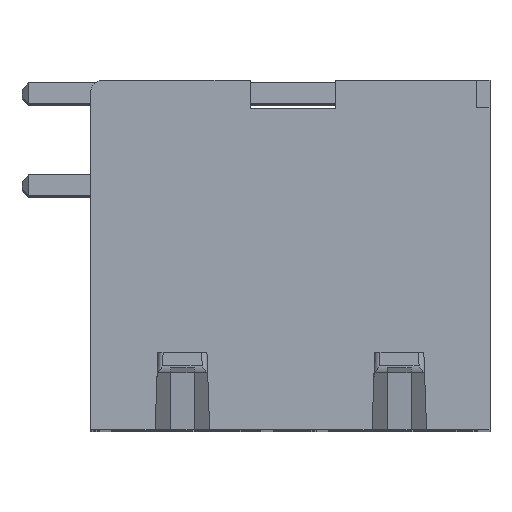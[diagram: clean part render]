
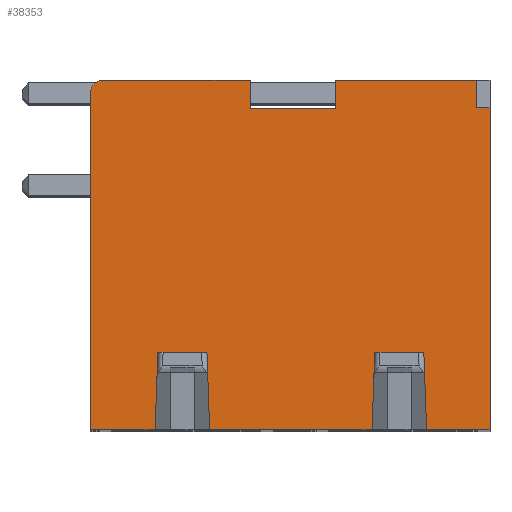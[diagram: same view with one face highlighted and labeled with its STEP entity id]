
A CAD part, top view. The second image highlights one B-rep face of the part: STEP entity #38353.
In plain terms, the highlighted planar face has unit normal (0, 0, 1).
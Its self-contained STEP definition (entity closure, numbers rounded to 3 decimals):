
#9913=DIRECTION('',(-1.,0.,0.));
#9914=VECTOR('',#9913,5.39);
#9915=CARTESIAN_POINT('',(11.703,13.3,33.7));
#9916=LINE('',#9915,#9914);
#10057=DIRECTION('',(0.,-1.,0.));
#10058=VECTOR('',#10057,1.092);
#10059=CARTESIAN_POINT('',(6.313,13.3,33.7));
#10060=LINE('',#10059,#10058);
#10149=DIRECTION('',(0.,1.,0.));
#10150=VECTOR('',#10149,1.092);
#10151=CARTESIAN_POINT('',(3.074,12.208,33.7));
#10152=LINE('',#10151,#10150);
#10509=DIRECTION('',(-1.,0.,0.));
#10510=VECTOR('',#10509,5.716);
#10511=CARTESIAN_POINT('',(3.074,13.3,33.7));
#10512=LINE('',#10511,#10510);
#10801=DIRECTION('',(0.,-1.,0.));
#10802=VECTOR('',#10801,0.02);
#10803=CARTESIAN_POINT('',(-2.641,13.3,33.7));
#10804=LINE('',#10803,#10802);
#13059=DIRECTION('',(-1.,0.,0.));
#13060=VECTOR('',#13059,3.238);
#13061=CARTESIAN_POINT('',(6.313,12.208,33.7));
#13062=LINE('',#13061,#13060);
#13063=DIRECTION('',(-0.035,-0.999,0.));
#13064=VECTOR('',#13063,2.716);
#13065=CARTESIAN_POINT('',(-0.443,2.714,33.7));
#13066=LINE('',#13065,#13064);
#13067=DIRECTION('',(-1.,0.,0.));
#13068=VECTOR('',#13067,2.463);
#13069=CARTESIAN_POINT('',(-0.537,0.,33.7));
#13070=LINE('',#13069,#13068);
#13071=DIRECTION('',(0.,1.,0.));
#13072=VECTOR('',#13071,12.8);
#13073=CARTESIAN_POINT('',(-3.,0.,33.7));
#13074=LINE('',#13073,#13072);
#13075=CARTESIAN_POINT('',(-2.5,12.8,33.7));
#13076=DIRECTION('',(0.,0.,-1.));
#13077=DIRECTION('',(-1.,0.,0.));
#13078=AXIS2_PLACEMENT_3D('',#13075,#13076,#13077);
#13080=DIRECTION('',(0.,-1.,0.));
#13081=VECTOR('',#13080,12.25);
#13082=CARTESIAN_POINT('',(12.2,12.25,33.7));
#13083=LINE('',#13082,#13081);
#13084=DIRECTION('',(-1.,0.,0.));
#13085=VECTOR('',#13084,2.413);
#13086=CARTESIAN_POINT('',(12.2,0.,33.7));
#13087=LINE('',#13086,#13085);
#13088=DIRECTION('',(-0.035,0.999,0.));
#13089=VECTOR('',#13088,2.716);
#13090=CARTESIAN_POINT('',(9.787,0.,33.7));
#13091=LINE('',#13090,#13089);
#13092=DIRECTION('',(-0.035,-0.999,0.));
#13093=VECTOR('',#13092,2.716);
#13094=CARTESIAN_POINT('',(7.807,2.714,33.7));
#13095=LINE('',#13094,#13093);
#13096=DIRECTION('',(-1.,0.,0.));
#13097=VECTOR('',#13096,6.175);
#13098=CARTESIAN_POINT('',(7.713,0.,33.7));
#13099=LINE('',#13098,#13097);
#13100=DIRECTION('',(-0.035,0.999,0.));
#13101=VECTOR('',#13100,2.716);
#13102=CARTESIAN_POINT('',(1.537,0.,33.7));
#13103=LINE('',#13102,#13101);
#13128=DIRECTION('',(1.,0.,0.));
#13129=VECTOR('',#13128,1.885);
#13130=CARTESIAN_POINT('',(-0.443,2.714,33.7));
#13131=LINE('',#13130,#13129);
#13285=DIRECTION('',(0.,1.,0.));
#13286=VECTOR('',#13285,1.05);
#13287=CARTESIAN_POINT('',(11.703,12.25,33.7));
#13288=LINE('',#13287,#13286);
#13301=DIRECTION('',(-1.,0.,0.));
#13302=VECTOR('',#13301,0.497);
#13303=CARTESIAN_POINT('',(12.2,12.25,33.7));
#13304=LINE('',#13303,#13302);
#13321=DIRECTION('',(1.,0.,0.));
#13322=VECTOR('',#13321,1.885);
#13323=CARTESIAN_POINT('',(7.807,2.714,33.7));
#13324=LINE('',#13323,#13322);
#14479=CARTESIAN_POINT('',(-3.,0.,33.7));
#14480=VERTEX_POINT('',#14479);
#14481=CARTESIAN_POINT('',(-0.537,0.,33.7));
#14482=VERTEX_POINT('',#14481);
#14487=CARTESIAN_POINT('',(1.537,0.,33.7));
#14488=VERTEX_POINT('',#14487);
#14489=CARTESIAN_POINT('',(7.713,0.,33.7));
#14490=VERTEX_POINT('',#14489);
#14495=CARTESIAN_POINT('',(9.787,0.,33.7));
#14496=VERTEX_POINT('',#14495);
#14497=CARTESIAN_POINT('',(12.2,0.,33.7));
#14498=VERTEX_POINT('',#14497);
#14579=CARTESIAN_POINT('',(12.2,12.25,33.7));
#14580=VERTEX_POINT('',#14579);
#14587=CARTESIAN_POINT('',(11.703,13.3,33.7));
#14588=VERTEX_POINT('',#14587);
#14589=CARTESIAN_POINT('',(6.313,13.3,33.7));
#14590=VERTEX_POINT('',#14589);
#14591=CARTESIAN_POINT('',(6.313,12.208,33.7));
#14592=VERTEX_POINT('',#14591);
#14601=CARTESIAN_POINT('',(3.074,12.208,33.7));
#14602=CARTESIAN_POINT('',(3.074,13.3,33.7));
#14603=VERTEX_POINT('',#14601);
#14604=VERTEX_POINT('',#14602);
#14613=CARTESIAN_POINT('',(-2.641,13.3,33.7));
#14614=VERTEX_POINT('',#14613);
#14615=CARTESIAN_POINT('',(-2.641,13.28,33.7));
#14616=VERTEX_POINT('',#14615);
#14645=CARTESIAN_POINT('',(-0.443,2.714,33.7));
#14646=VERTEX_POINT('',#14645);
#14647=CARTESIAN_POINT('',(-3.,12.8,33.7));
#14648=VERTEX_POINT('',#14647);
#14649=CARTESIAN_POINT('',(11.703,12.25,33.7));
#14650=VERTEX_POINT('',#14649);
#14651=CARTESIAN_POINT('',(9.693,2.714,33.7));
#14652=VERTEX_POINT('',#14651);
#14653=CARTESIAN_POINT('',(7.807,2.714,33.7));
#14654=VERTEX_POINT('',#14653);
#14655=CARTESIAN_POINT('',(1.443,2.714,33.7));
#14656=VERTEX_POINT('',#14655);
#38316=CARTESIAN_POINT('',(0.,0.,33.7));
#38317=DIRECTION('',(0.,0.,1.));
#38318=DIRECTION('',(1.,0.,0.));
#38319=AXIS2_PLACEMENT_3D('',#38316,#38317,#38318);
#38320=PLANE('',#38319);
#38322=ORIENTED_EDGE('',*,*,#38321,.T.);
#38323=ORIENTED_EDGE('',*,*,#19101,.T.);
#38325=ORIENTED_EDGE('',*,*,#38324,.T.);
#38327=ORIENTED_EDGE('',*,*,#38326,.T.);
#38328=ORIENTED_EDGE('',*,*,#34269,.F.);
#38329=ORIENTED_EDGE('',*,*,#34239,.F.);
#38330=ORIENTED_EDGE('',*,*,#33536,.F.);
#38331=ORIENTED_EDGE('',*,*,#38311,.F.);
#38332=ORIENTED_EDGE('',*,*,#33344,.F.);
#38333=ORIENTED_EDGE('',*,*,#33329,.F.);
#38335=ORIENTED_EDGE('',*,*,#38334,.F.);
#38337=ORIENTED_EDGE('',*,*,#38336,.F.);
#38338=ORIENTED_EDGE('',*,*,#33152,.T.);
#38339=ORIENTED_EDGE('',*,*,#19117,.T.);
#38341=ORIENTED_EDGE('',*,*,#38340,.T.);
#38343=ORIENTED_EDGE('',*,*,#38342,.F.);
#38345=ORIENTED_EDGE('',*,*,#38344,.T.);
#38346=ORIENTED_EDGE('',*,*,#19109,.T.);
#38348=ORIENTED_EDGE('',*,*,#38347,.T.);
#38350=ORIENTED_EDGE('',*,*,#38349,.F.);
#38351=EDGE_LOOP('',(#38322,#38323,#38325,#38327,#38328,#38329,#38330,#38331,
#38332,#38333,#38335,#38337,#38338,#38339,#38341,#38343,#38345,#38346,#38348,
#38350));
#38352=FACE_OUTER_BOUND('',#38351,.F.);
#38353=ADVANCED_FACE('',(#38352),#38320,.T.);
#13079=CIRCLE('',#13078,0.5);
#19101=EDGE_CURVE('',#14482,#14480,#13070,.T.);
#19109=EDGE_CURVE('',#14490,#14488,#13099,.T.);
#19117=EDGE_CURVE('',#14498,#14496,#13087,.T.);
#33152=EDGE_CURVE('',#14580,#14498,#13083,.T.);
#33329=EDGE_CURVE('',#14588,#14590,#9916,.T.);
#33344=EDGE_CURVE('',#14590,#14592,#10060,.T.);
#33536=EDGE_CURVE('',#14603,#14604,#10152,.T.);
#34239=EDGE_CURVE('',#14604,#14614,#10512,.T.);
#34269=EDGE_CURVE('',#14614,#14616,#10804,.T.);
#38311=EDGE_CURVE('',#14592,#14603,#13062,.T.);
#38321=EDGE_CURVE('',#14646,#14482,#13066,.T.);
#38324=EDGE_CURVE('',#14480,#14648,#13074,.T.);
#38326=EDGE_CURVE('',#14648,#14616,#13079,.T.);
#38334=EDGE_CURVE('',#14650,#14588,#13288,.T.);
#38336=EDGE_CURVE('',#14580,#14650,#13304,.T.);
#38340=EDGE_CURVE('',#14496,#14652,#13091,.T.);
#38342=EDGE_CURVE('',#14654,#14652,#13324,.T.);
#38344=EDGE_CURVE('',#14654,#14490,#13095,.T.);
#38347=EDGE_CURVE('',#14488,#14656,#13103,.T.);
#38349=EDGE_CURVE('',#14646,#14656,#13131,.T.);
